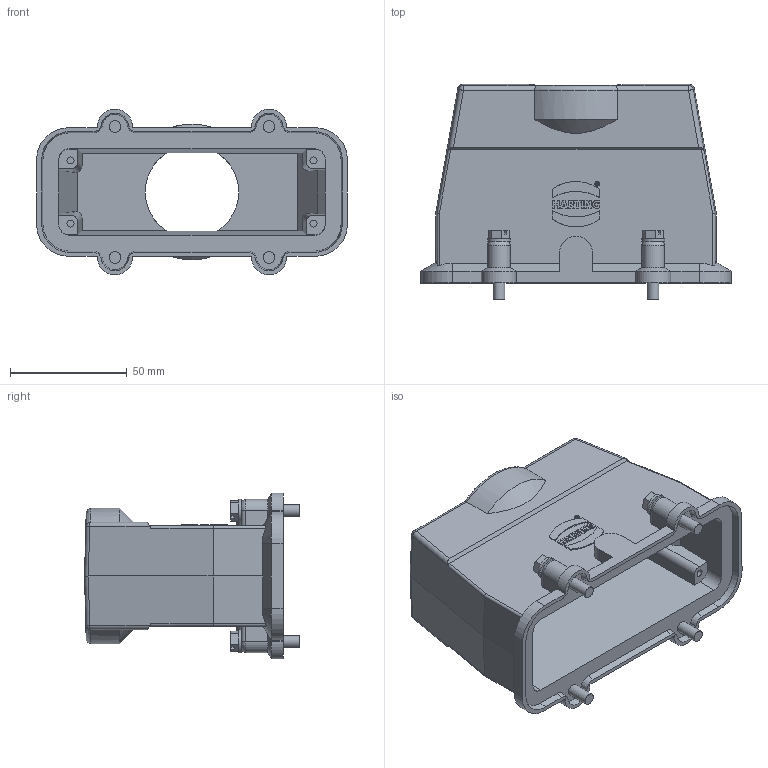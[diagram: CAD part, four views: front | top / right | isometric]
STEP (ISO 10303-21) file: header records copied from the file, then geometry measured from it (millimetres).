
FILE_DESCRIPTION(/* description */ (''),/* implementation_level */ '2;1');
FILE_NAME(/* name */ '100204529ugm000_b.stp',/* time_stamp */ '2017-11-03T16:44:15+01:00',/* author */ (''),/* organization */ (''),/* preprocessor_version */ 'ST-DEVELOPER v16',/* originating_system */ 'SIEMENS PLM Software NX 10.0',/* authorisation */ '');
FILE_SCHEMA (('AUTOMOTIVE_DESIGN { 1 0 10303 214 3 1 1 1 }'));
Length unit declared in the file: millimetre
Products named in the file (1): 100204529ugm000_b
Bounding box: 133 x 92 x 71 mm (x, y, z)
Volume: 146412.1 mm3; surface area: 63780.2 mm2
Topology: 1 solids, 1 shells, 365 faces, 950 edges, 612 vertices
Faces by surface type: plane 251, cylinder 69, cone 26, bspline 15, sphere 4
Full cylindrical faces by diameter (mm): 1.4 x1, 1.963 x1, 3 x4, 5 x4, 9.8 x4, 40 x1
Entity records: 13747 total; most frequent: CARTESIAN_POINT 3071, ORIENTED_EDGE 1858, DIRECTION 1693, EDGE_CURVE 929, LINE 697, VECTOR 697, VERTEX_POINT 608, AXIS2_PLACEMENT_3D 498
